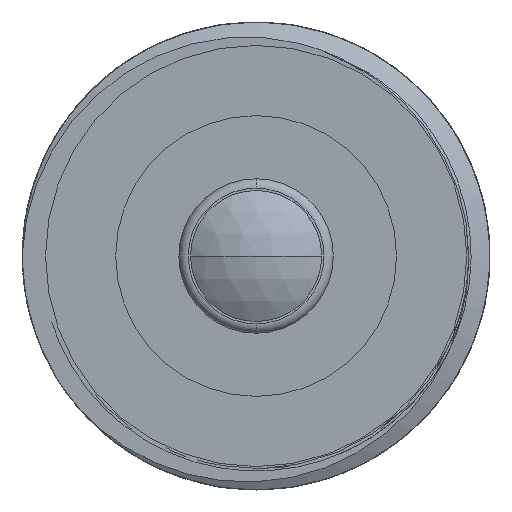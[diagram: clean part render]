
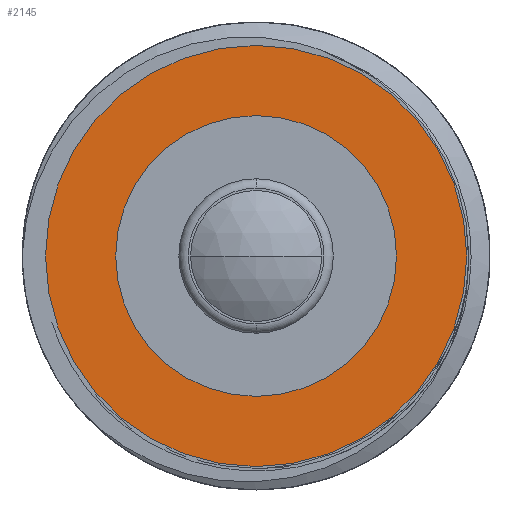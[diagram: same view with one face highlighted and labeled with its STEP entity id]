
A CAD part, left-side view. The second image highlights one B-rep face of the part: STEP entity #2145.
In plain terms, the highlighted planar face has unit normal (-1, 0, 0).
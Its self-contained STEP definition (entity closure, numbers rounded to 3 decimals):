
#276 = CARTESIAN_POINT ( 'NONE',  ( 1.5, 0., 0. ) ) ;
#355 = CARTESIAN_POINT ( 'NONE',  ( 1.5, 0., 4.5 ) ) ;
#675 = EDGE_CURVE ( 'NONE', #5036, #2128, #4706, .T. ) ;
#903 = EDGE_CURVE ( 'NONE', #5595, #1581, #1864, .T. ) ;
#1098 = DIRECTION ( 'NONE',  ( 0., 0., 1. ) ) ;
#1164 = DIRECTION ( 'NONE',  ( -1., 0., 0. ) ) ;
#1204 = DIRECTION ( 'NONE',  ( 0., 0., 1. ) ) ;
#1581 = VERTEX_POINT ( 'NONE', #3516 ) ;
#1740 = CARTESIAN_POINT ( 'NONE',  ( 1.5, 0., 1.4 ) ) ;
#1864 = CIRCLE ( 'NONE', #3540, 4.5 ) ;
#2128 = VERTEX_POINT ( 'NONE', #1740 ) ;
#2145 = ADVANCED_FACE ( 'NONE', ( #3379, #3895 ), #4072, .F. ) ;
#2178 = CIRCLE ( 'NONE', #5285, 1.4 ) ;
#2364 = ORIENTED_EDGE ( 'NONE', *, *, #675, .F. ) ;
#2503 = EDGE_CURVE ( 'NONE', #1581, #5595, #4972, .T. ) ;
#2515 = DIRECTION ( 'NONE',  ( 0., 0., 1. ) ) ;
#3186 = CARTESIAN_POINT ( 'NONE',  ( 1.5, 0., 0. ) ) ;
#3235 = DIRECTION ( 'NONE',  ( 0., 0., -1. ) ) ;
#3379 = FACE_BOUND ( 'NONE', #5735, .T. ) ;
#3516 = CARTESIAN_POINT ( 'NONE',  ( 1.5, 0., -4.5 ) ) ;
#3540 = AXIS2_PLACEMENT_3D ( 'NONE', #3186, #5655, #5084 ) ;
#3853 = AXIS2_PLACEMENT_3D ( 'NONE', #276, #1164, #1204 ) ;
#3895 = FACE_OUTER_BOUND ( 'NONE', #4692, .T. ) ;
#4072 = PLANE ( 'NONE',  #4260 ) ;
#4153 = DIRECTION ( 'NONE',  ( 1., 0., 0. ) ) ;
#4260 = AXIS2_PLACEMENT_3D ( 'NONE', #5047, #4153, #3235 ) ;
#4384 = CARTESIAN_POINT ( 'NONE',  ( 1.5, 0., 0. ) ) ;
#4692 = EDGE_LOOP ( 'NONE', ( #5300, #5914 ) ) ;
#4706 = CIRCLE ( 'NONE', #3853, 1.4 ) ;
#4898 = DIRECTION ( 'NONE',  ( -1., 0., 0. ) ) ;
#4945 = EDGE_CURVE ( 'NONE', #2128, #5036, #2178, .T. ) ;
#4972 = CIRCLE ( 'NONE', #5242, 4.5 ) ;
#5013 = CARTESIAN_POINT ( 'NONE',  ( 1.5, 0., -1.4 ) ) ;
#5036 = VERTEX_POINT ( 'NONE', #5013 ) ;
#5047 = CARTESIAN_POINT ( 'NONE',  ( 1.5, 4.5, 0. ) ) ;
#5084 = DIRECTION ( 'NONE',  ( 0., 0., 1. ) ) ;
#5242 = AXIS2_PLACEMENT_3D ( 'NONE', #5881, #5380, #1098 ) ;
#5285 = AXIS2_PLACEMENT_3D ( 'NONE', #4384, #4898, #2515 ) ;
#5300 = ORIENTED_EDGE ( 'NONE', *, *, #903, .T. ) ;
#5380 = DIRECTION ( 'NONE',  ( -1., 0., 0. ) ) ;
#5564 = ORIENTED_EDGE ( 'NONE', *, *, #4945, .F. ) ;
#5595 = VERTEX_POINT ( 'NONE', #355 ) ;
#5655 = DIRECTION ( 'NONE',  ( -1., 0., 0. ) ) ;
#5735 = EDGE_LOOP ( 'NONE', ( #5564, #2364 ) ) ;
#5881 = CARTESIAN_POINT ( 'NONE',  ( 1.5, 0., 0. ) ) ;
#5914 = ORIENTED_EDGE ( 'NONE', *, *, #2503, .T. ) ;
